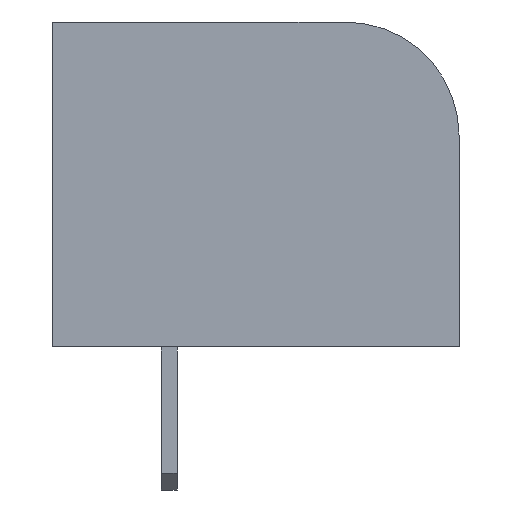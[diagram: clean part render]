
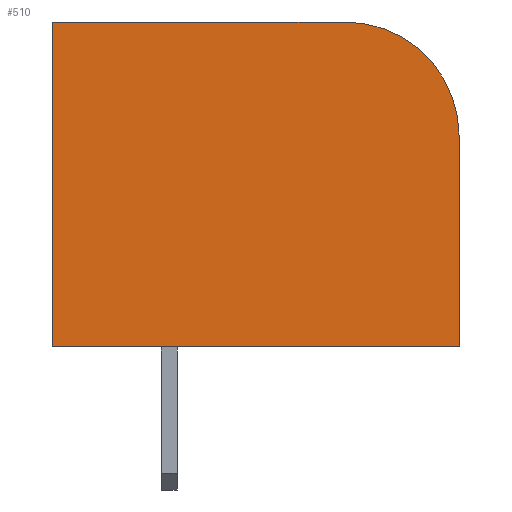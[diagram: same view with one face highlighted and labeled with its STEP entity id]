
A CAD part, left-side view. The second image highlights one B-rep face of the part: STEP entity #510.
In plain terms, the highlighted planar face has unit normal (-1, 0, 0).
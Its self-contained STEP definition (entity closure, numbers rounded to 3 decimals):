
#13=DIRECTION('',(0.,0.,1.));
#21=EDGE_CURVE('',#22,#24,#26,.T.);
#22=VERTEX_POINT('',#23);
#23=CARTESIAN_POINT('',(-5.5,-12.7,0.));
#24=VERTEX_POINT('',#25);
#25=CARTESIAN_POINT('',(-5.5,-12.7,9.2));
#26=LINE('',#23,#27);
#27=VECTOR('',#13,1.);
#34=DIRECTION('',(1.,0.,0.));
#510=ADVANCED_FACE('',(#511),#537,.F.);
#511=FACE_BOUND('',#512,.F.);
#512=EDGE_LOOP('',(#513,#514,#521,#526,#531));
#513=ORIENTED_EDGE('',*,*,#21,.F.);
#514=ORIENTED_EDGE('',*,*,#515,.F.);
#515=EDGE_CURVE('',#516,#22,#518,.T.);
#516=VERTEX_POINT('',#517);
#517=CARTESIAN_POINT('',(-5.5,5.1,0.));
#518=LINE('',#517,#519);
#519=VECTOR('',#520,1.);
#520=DIRECTION('',(0.,-1.,0.));
#521=ORIENTED_EDGE('',*,*,#522,.T.);
#522=EDGE_CURVE('',#516,#523,#525,.T.);
#523=VERTEX_POINT('',#524);
#524=CARTESIAN_POINT('',(-5.5,5.1,14.2));
#525=LINE('',#517,#27);
#526=ORIENTED_EDGE('',*,*,#527,.T.);
#527=EDGE_CURVE('',#523,#528,#530,.T.);
#528=VERTEX_POINT('',#529);
#529=CARTESIAN_POINT('',(-5.5,-7.7,14.2));
#530=LINE('',#524,#519);
#531=ORIENTED_EDGE('',*,*,#532,.F.);
#532=EDGE_CURVE('',#24,#528,#533,.T.);
#533=CIRCLE('',#534,5.);
#534=AXIS2_PLACEMENT_3D('',#535,#536,#13);
#535=CARTESIAN_POINT('',(-5.5,-7.7,9.2));
#536=DIRECTION('',(-1.,0.,0.));
#537=PLANE('',#538);
#538=AXIS2_PLACEMENT_3D('',#517,#34,#520);
